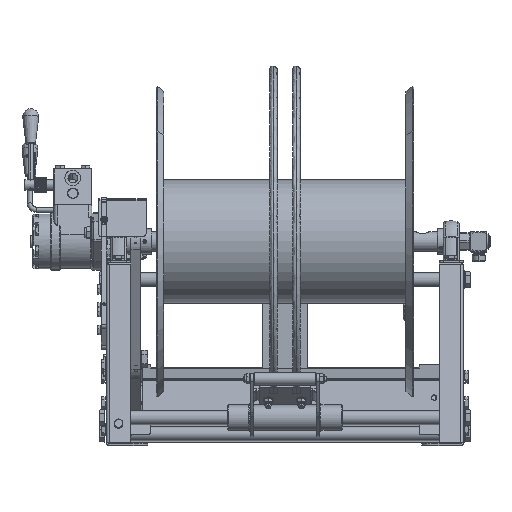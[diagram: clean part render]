
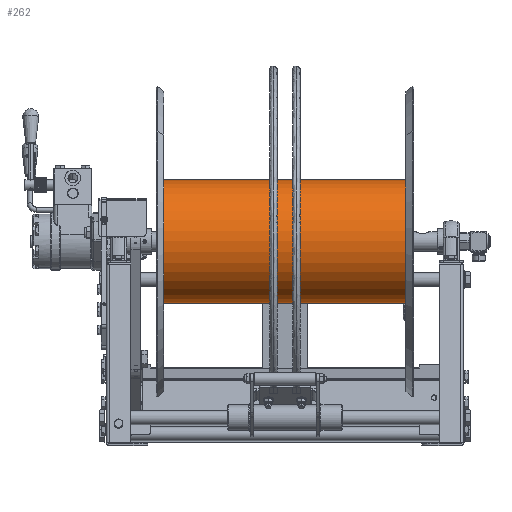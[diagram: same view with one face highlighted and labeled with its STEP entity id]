
A CAD part, top view. The second image highlights one B-rep face of the part: STEP entity #262.
In plain terms, the highlighted cylindrical face has radius 96.85 mm (diameter 193.7 mm), a partial arc.
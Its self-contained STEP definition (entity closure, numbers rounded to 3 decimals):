
#153=DIRECTION('',(1.,0.,0.));
#154=VECTOR('',#153,380.);
#155=CARTESIAN_POINT('',(-190.,96.85,0.));
#156=LINE('',#155,#154);
#162=DIRECTION('',(1.,0.,0.));
#163=VECTOR('',#162,380.);
#164=CARTESIAN_POINT('',(-190.,-96.85,0.));
#165=LINE('',#164,#163);
#171=CARTESIAN_POINT('',(190.,0.,0.));
#172=DIRECTION('',(1.,0.,0.));
#173=DIRECTION('',(0.,1.,0.));
#174=AXIS2_PLACEMENT_3D('',#171,#172,#173);
#176=CARTESIAN_POINT('',(-190.,0.,0.));
#177=DIRECTION('',(1.,0.,0.));
#178=DIRECTION('',(0.,1.,0.));
#179=AXIS2_PLACEMENT_3D('',#176,#177,#178);
#181=CARTESIAN_POINT('',(-190.,96.85,0.));
#182=CARTESIAN_POINT('',(190.,96.85,0.));
#183=VERTEX_POINT('',#181);
#184=VERTEX_POINT('',#182);
#185=CARTESIAN_POINT('',(-190.,-96.85,0.));
#186=CARTESIAN_POINT('',(190.,-96.85,0.));
#187=VERTEX_POINT('',#185);
#188=VERTEX_POINT('',#186);
#250=CARTESIAN_POINT('',(-209.,0.,0.));
#251=DIRECTION('',(1.,0.,0.));
#252=DIRECTION('',(0.,1.,0.));
#253=AXIS2_PLACEMENT_3D('',#250,#251,#252);
#254=CYLINDRICAL_SURFACE('',#253,96.85);
#255=ORIENTED_EDGE('',*,*,#228,.T.);
#257=ORIENTED_EDGE('',*,*,#256,.T.);
#258=ORIENTED_EDGE('',*,*,#231,.F.);
#259=ORIENTED_EDGE('',*,*,#200,.F.);
#260=EDGE_LOOP('',(#255,#257,#258,#259));
#261=FACE_OUTER_BOUND('',#260,.F.);
#262=ADVANCED_FACE('',(#261),#254,.T.);
#175=CIRCLE('',#174,96.85);
#180=CIRCLE('',#179,96.85);
#200=EDGE_CURVE('',#183,#187,#180,.T.);
#228=EDGE_CURVE('',#183,#184,#156,.T.);
#231=EDGE_CURVE('',#187,#188,#165,.T.);
#256=EDGE_CURVE('',#184,#188,#175,.T.);
